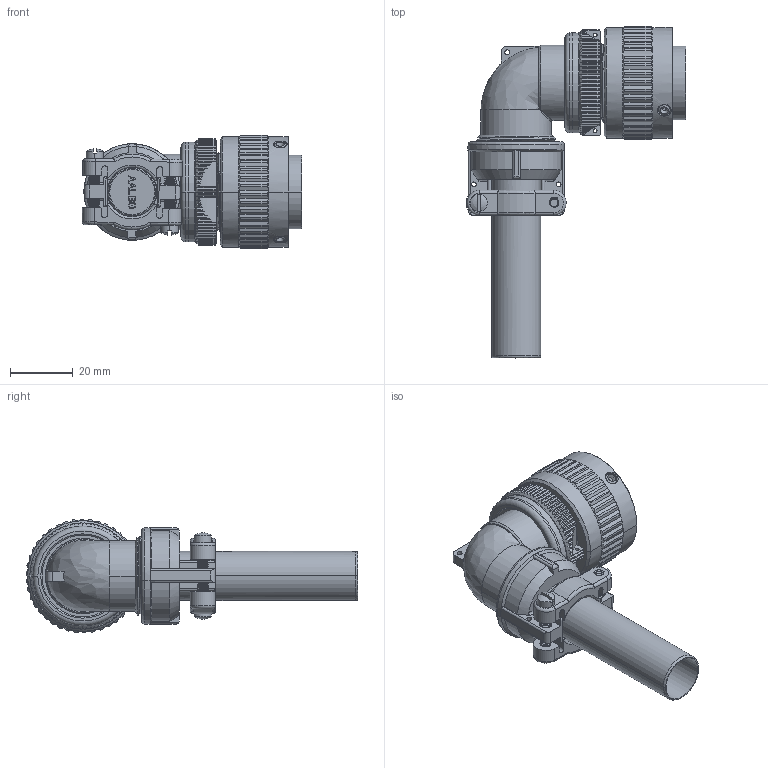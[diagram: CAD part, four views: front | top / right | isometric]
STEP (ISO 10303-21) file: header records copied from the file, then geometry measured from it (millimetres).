
FILE_DESCRIPTION((''),'2;1');
FILE_NAME('VG95234E-18_SW0001','2023-03-23T13:19:15',('paultorloting'),('NET AG system integration'),'CREO PARAMETRIC BY PTC INC, 2021404','CREO PARAMETRIC BY PTC INC, 2021404','');
FILE_SCHEMA(('AUTOMOTIVE_DESIGN { 1 0 10303 214 1 1 1 1 }'));
Length unit declared in the file: millimetre
Products named in the file (1): VG95234E-18_SW0001
Bounding box: 69.79 x 105.54 x 36.17 mm (x, y, z)
Volume: 46998.1 mm3; surface area: 25238.4 mm2
Topology: 1 solids, 1 shells, 1264 faces, 3443 edges, 2195 vertices
Faces by surface type: plane 577, cylinder 374, cone 210, bspline 67, torus 32, sphere 4
Entity records: 81228 total; most frequent: CARTESIAN_POINT 43951, ORIENTED_EDGE 6874, DIRECTION 5489, EDGE_CURVE 3437, VERTEX_POINT 2195, AXIS2_PLACEMENT_3D 1919, VECTOR 1648, LINE 1648
